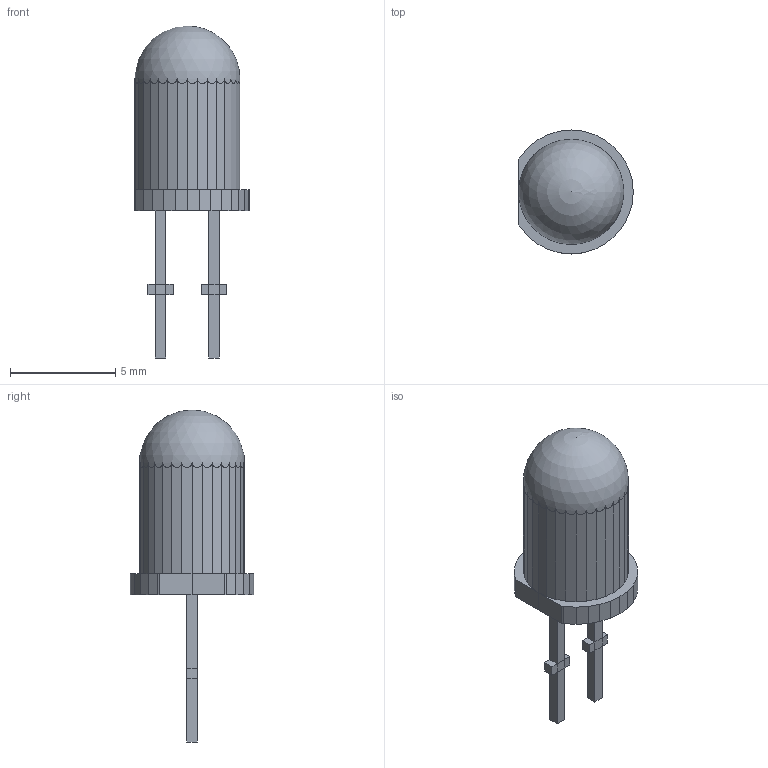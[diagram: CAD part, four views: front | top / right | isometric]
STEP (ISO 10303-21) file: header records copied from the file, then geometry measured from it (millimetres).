
FILE_DESCRIPTION(('FreeCAD Model'),'2;1');
FILE_NAME('led_5mm_diffuse.step', '2019-09-26T19:31:48',('Author'),(''), 'Open CASCADE STEP processor 7.3','FreeCAD','Unknown');
FILE_SCHEMA(('AUTOMOTIVE_DESIGN { 1 0 10303 214 1 1 1 1 }'));
Length unit declared in the file: millimetre
Products named in the file (3): union004; union002; union003
Bounding box: 5.45 x 5.9 x 15.8 mm (x, y, z)
Volume: 169.3 mm3; surface area: 229.8 mm2
Topology: 3 solids, 3 shells, 132 faces, 356 edges, 229 vertices
Faces by surface type: plane 128, bspline 3, sphere 1
Entity records: 12498 total; most frequent: CARTESIAN_POINT 5134, DIRECTION 1179, LINE 821, VECTOR 821, ORIENTED_EDGE 708, PCURVE 708, DEFINITIONAL_REPRESENTATION 708, EDGE_CURVE 354
